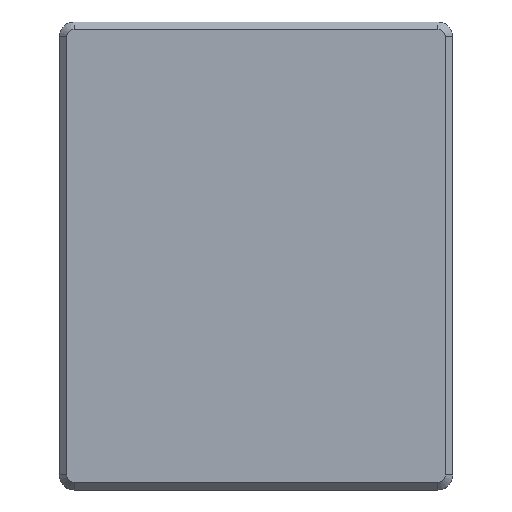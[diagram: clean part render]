
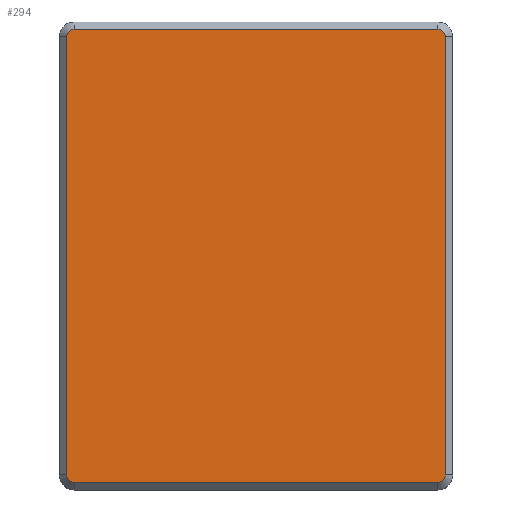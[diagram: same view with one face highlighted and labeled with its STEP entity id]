
A CAD part, top view. The second image highlights one B-rep face of the part: STEP entity #294.
In plain terms, the highlighted planar face has unit normal (0, 0, 1).
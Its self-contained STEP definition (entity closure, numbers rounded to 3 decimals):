
#7 = DIRECTION ( 'NONE',  ( -1., 0., 0. ) ) ;
#27 = CARTESIAN_POINT ( 'NONE',  ( -12.214, -14.679, 75.118 ) ) ;
#38 = AXIS2_PLACEMENT_3D ( 'NONE', #223, #93, #313 ) ;
#43 = EDGE_CURVE ( 'NONE', #1109, #108, #913, .T. ) ;
#69 = DIRECTION ( 'NONE',  ( -1., 0., 0. ) ) ;
#93 = DIRECTION ( 'NONE',  ( 0., 0., 1. ) ) ;
#103 = EDGE_CURVE ( 'NONE', #668, #1109, #706, .T. ) ;
#108 = VERTEX_POINT ( 'NONE', #191 ) ;
#112 = CARTESIAN_POINT ( 'NONE',  ( 12.686, 14.721, 75.118 ) ) ;
#120 = DIRECTION ( 'NONE',  ( 0., 0., 1. ) ) ;
#126 = CIRCLE ( 'NONE', #38, 0.5 ) ;
#153 = VERTEX_POINT ( 'NONE', #1237 ) ;
#155 = CARTESIAN_POINT ( 'NONE',  ( -12.214, -15.179, 75.118 ) ) ;
#158 = EDGE_LOOP ( 'NONE', ( #256, #379, #243, #597, #232, #400, #489, #1126 ) ) ;
#167 = LINE ( 'NONE', #490, #1294 ) ;
#191 = CARTESIAN_POINT ( 'NONE',  ( -12.214, 15.221, 75.118 ) ) ;
#204 = CARTESIAN_POINT ( 'NONE',  ( 12.686, 0.474, 75.118 ) ) ;
#211 = DIRECTION ( 'NONE',  ( 0., 0., 1. ) ) ;
#223 = CARTESIAN_POINT ( 'NONE',  ( 12.186, -14.679, 75.118 ) ) ;
#232 = ORIENTED_EDGE ( 'NONE', *, *, #325, .T. ) ;
#243 = ORIENTED_EDGE ( 'NONE', *, *, #103, .T. ) ;
#256 = ORIENTED_EDGE ( 'NONE', *, *, #816, .T. ) ;
#289 = AXIS2_PLACEMENT_3D ( 'NONE', #601, #499, #69 ) ;
#294 = ADVANCED_FACE ( 'NONE', ( #1046 ), #851, .T. ) ;
#295 = CARTESIAN_POINT ( 'NONE',  ( 1.195, 15.221, 75.118 ) ) ;
#307 = CARTESIAN_POINT ( 'NONE',  ( -12.714, 14.721, 75.118 ) ) ;
#309 = VECTOR ( 'NONE', #1108, 1000. ) ;
#313 = DIRECTION ( 'NONE',  ( -1., 0., 0. ) ) ;
#317 = LINE ( 'NONE', #204, #725 ) ;
#325 = EDGE_CURVE ( 'NONE', #108, #334, #747, .T. ) ;
#334 = VERTEX_POINT ( 'NONE', #307 ) ;
#379 = ORIENTED_EDGE ( 'NONE', *, *, #712, .T. ) ;
#400 = ORIENTED_EDGE ( 'NONE', *, *, #1212, .T. ) ;
#428 = CARTESIAN_POINT ( 'NONE',  ( -12.214, 14.721, 75.118 ) ) ;
#471 = VERTEX_POINT ( 'NONE', #155 ) ;
#489 = ORIENTED_EDGE ( 'NONE', *, *, #849, .T. ) ;
#490 = CARTESIAN_POINT ( 'NONE',  ( 1.195, -15.179, 75.118 ) ) ;
#499 = DIRECTION ( 'NONE',  ( 0., 0., 1. ) ) ;
#505 = AXIS2_PLACEMENT_3D ( 'NONE', #1266, #845, #531 ) ;
#531 = DIRECTION ( 'NONE',  ( 1., 0., 0. ) ) ;
#583 = DIRECTION ( 'NONE',  ( 1., 0., 0. ) ) ;
#597 = ORIENTED_EDGE ( 'NONE', *, *, #43, .T. ) ;
#601 = CARTESIAN_POINT ( 'NONE',  ( 12.186, 14.721, 75.118 ) ) ;
#668 = VERTEX_POINT ( 'NONE', #112 ) ;
#695 = CARTESIAN_POINT ( 'NONE',  ( 12.186, -15.179, 75.118 ) ) ;
#706 = CIRCLE ( 'NONE', #289, 0.5 ) ;
#712 = EDGE_CURVE ( 'NONE', #153, #668, #317, .T. ) ;
#725 = VECTOR ( 'NONE', #1353, 1000. ) ;
#729 = VECTOR ( 'NONE', #1240, 1000. ) ;
#747 = CIRCLE ( 'NONE', #901, 0.5 ) ;
#767 = CIRCLE ( 'NONE', #944, 0.5 ) ;
#816 = EDGE_CURVE ( 'NONE', #1113, #153, #126, .T. ) ;
#845 = DIRECTION ( 'NONE',  ( 0., 0., 1. ) ) ;
#849 = EDGE_CURVE ( 'NONE', #978, #471, #767, .T. ) ;
#851 = PLANE ( 'NONE',  #505 ) ;
#901 = AXIS2_PLACEMENT_3D ( 'NONE', #428, #211, #7 ) ;
#906 = CARTESIAN_POINT ( 'NONE',  ( -12.714, -14.679, 75.118 ) ) ;
#913 = LINE ( 'NONE', #295, #729 ) ;
#944 = AXIS2_PLACEMENT_3D ( 'NONE', #27, #120, #971 ) ;
#971 = DIRECTION ( 'NONE',  ( -1., 0., 0. ) ) ;
#978 = VERTEX_POINT ( 'NONE', #906 ) ;
#1017 = CARTESIAN_POINT ( 'NONE',  ( 12.186, 15.221, 75.118 ) ) ;
#1046 = FACE_OUTER_BOUND ( 'NONE', #158, .T. ) ;
#1108 = DIRECTION ( 'NONE',  ( 0., -1., 0. ) ) ;
#1109 = VERTEX_POINT ( 'NONE', #1017 ) ;
#1113 = VERTEX_POINT ( 'NONE', #695 ) ;
#1126 = ORIENTED_EDGE ( 'NONE', *, *, #1172, .T. ) ;
#1172 = EDGE_CURVE ( 'NONE', #471, #1113, #167, .T. ) ;
#1204 = CARTESIAN_POINT ( 'NONE',  ( -12.714, 0.474, 75.118 ) ) ;
#1212 = EDGE_CURVE ( 'NONE', #334, #978, #1213, .T. ) ;
#1213 = LINE ( 'NONE', #1204, #309 ) ;
#1237 = CARTESIAN_POINT ( 'NONE',  ( 12.686, -14.679, 75.118 ) ) ;
#1240 = DIRECTION ( 'NONE',  ( -1., 0., 0. ) ) ;
#1266 = CARTESIAN_POINT ( 'NONE',  ( 1.195, 0.474, 75.118 ) ) ;
#1294 = VECTOR ( 'NONE', #583, 1000. ) ;
#1353 = DIRECTION ( 'NONE',  ( 0., 1., 0. ) ) ;
